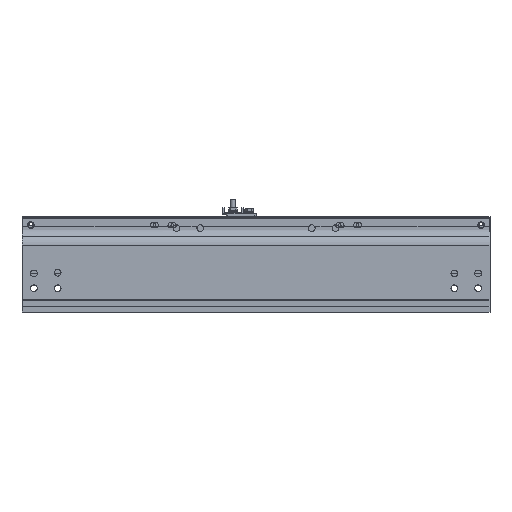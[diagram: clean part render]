
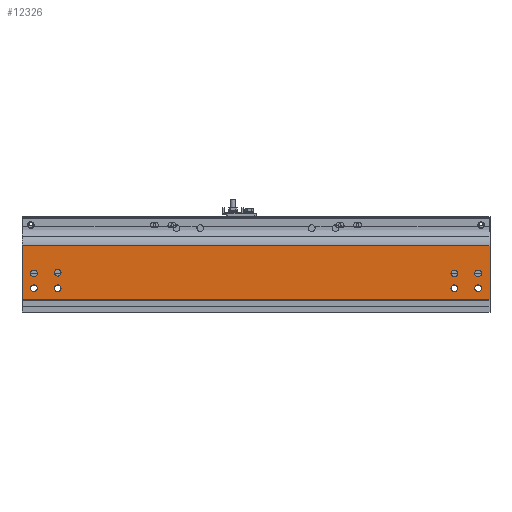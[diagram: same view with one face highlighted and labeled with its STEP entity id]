
A CAD part, top view. The second image highlights one B-rep face of the part: STEP entity #12326.
In plain terms, the highlighted face is planar.
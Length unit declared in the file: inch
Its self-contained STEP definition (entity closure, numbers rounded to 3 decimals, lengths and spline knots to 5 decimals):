
#342=FACE_BOUND('',#2377,.T.);
#343=FACE_BOUND('',#2378,.T.);
#344=FACE_BOUND('',#2379,.T.);
#345=FACE_BOUND('',#2380,.T.);
#346=FACE_BOUND('',#2381,.T.);
#347=FACE_BOUND('',#2382,.T.);
#348=FACE_BOUND('',#2383,.T.);
#349=FACE_BOUND('',#2384,.T.);
#653=CIRCLE('',#13395,0.28125);
#659=CIRCLE('',#13403,0.28125);
#665=CIRCLE('',#13411,0.28125);
#671=CIRCLE('',#13419,0.28125);
#694=CIRCLE('',#13452,0.28125);
#701=CIRCLE('',#13461,0.28125);
#707=CIRCLE('',#13469,0.28125);
#712=CIRCLE('',#13476,0.28125);
#1722=FACE_OUTER_BOUND('',#2376,.T.);
#2376=EDGE_LOOP('',(#9247,#9248,#9249,#9250));
#2377=EDGE_LOOP('',(#9251));
#2378=EDGE_LOOP('',(#9252));
#2379=EDGE_LOOP('',(#9253));
#2380=EDGE_LOOP('',(#9254));
#2381=EDGE_LOOP('',(#9255));
#2382=EDGE_LOOP('',(#9256));
#2383=EDGE_LOOP('',(#9257));
#2384=EDGE_LOOP('',(#9258));
#3218=LINE('',#19860,#4249);
#3254=LINE('',#19993,#4285);
#3255=LINE('',#19994,#4286);
#3256=LINE('',#19995,#4287);
#4249=VECTOR('',#15599,0.3937);
#4285=VECTOR('',#15701,0.3937);
#4286=VECTOR('',#15702,0.3937);
#4287=VECTOR('',#15703,0.3937);
#5297=VERTEX_POINT('',#19332);
#5304=VERTEX_POINT('',#19359);
#5311=VERTEX_POINT('',#19386);
#5318=VERTEX_POINT('',#19413);
#5359=VERTEX_POINT('',#19709);
#5368=VERTEX_POINT('',#19749);
#5375=VERTEX_POINT('',#19776);
#5380=VERTEX_POINT('',#19790);
#5400=VERTEX_POINT('',#19858);
#5401=VERTEX_POINT('',#19859);
#5464=VERTEX_POINT('',#19991);
#5465=VERTEX_POINT('',#19992);
#6693=EDGE_CURVE('',#5297,#5297,#653,.T.);
#6702=EDGE_CURVE('',#5304,#5304,#659,.T.);
#6711=EDGE_CURVE('',#5311,#5311,#665,.T.);
#6720=EDGE_CURVE('',#5318,#5318,#671,.T.);
#6771=EDGE_CURVE('',#5359,#5359,#694,.T.);
#6782=EDGE_CURVE('',#5368,#5368,#701,.T.);
#6791=EDGE_CURVE('',#5375,#5375,#707,.T.);
#6798=EDGE_CURVE('',#5380,#5380,#712,.T.);
#6839=EDGE_CURVE('',#5400,#5401,#3218,.T.);
#6907=EDGE_CURVE('',#5464,#5465,#3254,.T.);
#6908=EDGE_CURVE('',#5400,#5465,#3255,.T.);
#6909=EDGE_CURVE('',#5401,#5464,#3256,.T.);
#9247=ORIENTED_EDGE('',*,*,#6907,.T.);
#9248=ORIENTED_EDGE('',*,*,#6908,.F.);
#9249=ORIENTED_EDGE('',*,*,#6839,.T.);
#9250=ORIENTED_EDGE('',*,*,#6909,.T.);
#9251=ORIENTED_EDGE('',*,*,#6693,.T.);
#9252=ORIENTED_EDGE('',*,*,#6702,.T.);
#9253=ORIENTED_EDGE('',*,*,#6711,.T.);
#9254=ORIENTED_EDGE('',*,*,#6720,.T.);
#9255=ORIENTED_EDGE('',*,*,#6771,.T.);
#9256=ORIENTED_EDGE('',*,*,#6782,.T.);
#9257=ORIENTED_EDGE('',*,*,#6791,.T.);
#9258=ORIENTED_EDGE('',*,*,#6798,.T.);
#11944=PLANE('',#13522);
#12326=ADVANCED_FACE('',(#1722,#342,#343,#344,#345,#346,#347,#348,#349),
#11944,.T.);
#13395=AXIS2_PLACEMENT_3D('',#19334,#15354,#15355);
#13403=AXIS2_PLACEMENT_3D('',#19361,#15372,#15373);
#13411=AXIS2_PLACEMENT_3D('',#19388,#15390,#15391);
#13419=AXIS2_PLACEMENT_3D('',#19415,#15408,#15409);
#13452=AXIS2_PLACEMENT_3D('',#19711,#15484,#15485);
#13461=AXIS2_PLACEMENT_3D('',#19751,#15504,#15505);
#13469=AXIS2_PLACEMENT_3D('',#19778,#15522,#15523);
#13476=AXIS2_PLACEMENT_3D('',#19792,#15538,#15539);
#13522=AXIS2_PLACEMENT_3D('',#19990,#15699,#15700);
#15354=DIRECTION('center_axis',(1.,0.,0.));
#15355=DIRECTION('ref_axis',(0.,0.,-1.));
#15372=DIRECTION('center_axis',(1.,0.,0.));
#15373=DIRECTION('ref_axis',(0.,0.,-1.));
#15390=DIRECTION('center_axis',(1.,0.,0.));
#15391=DIRECTION('ref_axis',(0.,0.,-1.));
#15408=DIRECTION('center_axis',(1.,0.,0.));
#15409=DIRECTION('ref_axis',(0.,0.,-1.));
#15484=DIRECTION('center_axis',(1.,0.,0.));
#15485=DIRECTION('ref_axis',(0.,0.,-1.));
#15504=DIRECTION('center_axis',(1.,0.,0.));
#15505=DIRECTION('ref_axis',(0.,0.,-1.));
#15522=DIRECTION('center_axis',(1.,0.,0.));
#15523=DIRECTION('ref_axis',(0.,0.,-1.));
#15538=DIRECTION('center_axis',(1.,0.,0.));
#15539=DIRECTION('ref_axis',(0.,0.,-1.));
#15599=DIRECTION('',(0.,-1.,0.));
#15699=DIRECTION('center_axis',(-1.,0.,0.));
#15700=DIRECTION('ref_axis',(0.,0.,1.));
#15701=DIRECTION('',(0.,1.,0.));
#15702=DIRECTION('',(0.,0.,1.));
#15703=DIRECTION('',(0.,0.,1.));
#19332=CARTESIAN_POINT('',(-2.25,3.2656,-18.40375));
#19334=CARTESIAN_POINT('Origin',(-2.25,3.2656,-18.685));
#19359=CARTESIAN_POINT('',(-2.25,2.0156,-18.40375));
#19361=CARTESIAN_POINT('Origin',(-2.25,2.0156,-18.685));
#19386=CARTESIAN_POINT('',(-2.25,3.32064,-16.40375));
#19388=CARTESIAN_POINT('Origin',(-2.25,3.32064,-16.685));
#19413=CARTESIAN_POINT('',(-2.25,2.0156,-16.40375));
#19415=CARTESIAN_POINT('Origin',(-2.25,2.0156,-16.685));
#19709=CARTESIAN_POINT('',(-2.25,2.0156,18.96625));
#19711=CARTESIAN_POINT('Origin',(-2.25,2.0156,18.685));
#19749=CARTESIAN_POINT('',(-2.25,2.0156,16.96625));
#19751=CARTESIAN_POINT('Origin',(-2.25,2.0156,16.685));
#19776=CARTESIAN_POINT('',(-2.25,3.2656,16.96625));
#19778=CARTESIAN_POINT('Origin',(-2.25,3.2656,16.685));
#19790=CARTESIAN_POINT('',(-2.25,3.2656,18.96625));
#19792=CARTESIAN_POINT('Origin',(-2.25,3.2656,18.685));
#19858=CARTESIAN_POINT('',(-2.25,5.61003,-19.685));
#19859=CARTESIAN_POINT('',(-2.25,1.03125,-19.685));
#19860=CARTESIAN_POINT('',(-2.25,1.57741,-19.685));
#19990=CARTESIAN_POINT('Origin',(-2.25,5.26565,0.));
#19991=CARTESIAN_POINT('',(-2.25,1.03125,19.685));
#19992=CARTESIAN_POINT('',(-2.25,5.61003,19.685));
#19993=CARTESIAN_POINT('',(-2.25,5.61003,19.685));
#19994=CARTESIAN_POINT('',(-2.25,5.61003,0.));
#19995=CARTESIAN_POINT('',(-2.25,1.03125,0.));
